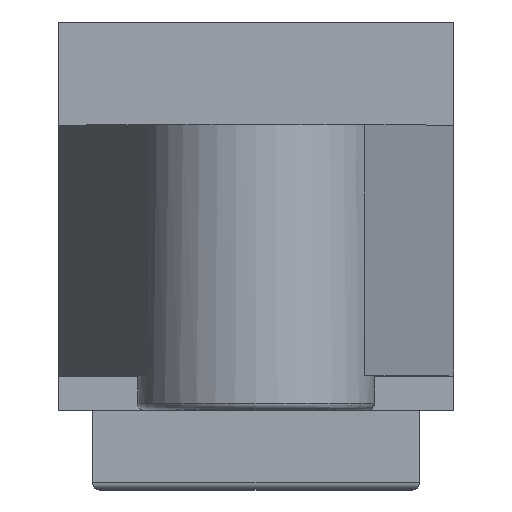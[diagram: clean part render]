
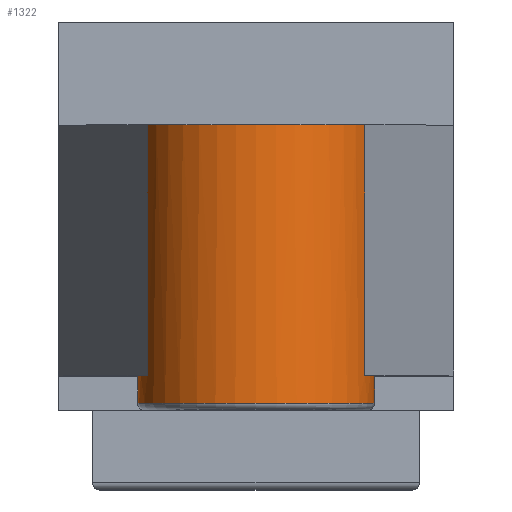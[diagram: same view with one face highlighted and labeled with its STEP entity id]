
A CAD part, top view. The second image highlights one B-rep face of the part: STEP entity #1322.
In plain terms, the highlighted cylindrical face has radius 3.45 mm (diameter 6.9 mm), a full revolution.
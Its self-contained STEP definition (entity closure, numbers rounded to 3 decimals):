
#960 = VERTEX_POINT('',#961);
#961 = CARTESIAN_POINT('',(-3.166,-0.35,17.37));
#967 = EDGE_CURVE('',#968,#960,#970,.T.);
#968 = VERTEX_POINT('',#969);
#969 = CARTESIAN_POINT('',(-3.166,-7.65,17.37));
#970 = LINE('',#971,#972);
#971 = CARTESIAN_POINT('',(-3.166,-7.65,17.37));
#972 = VECTOR('',#973,1.);
#973 = DIRECTION('',(0.,1.,0.));
#1202 = VERTEX_POINT('',#1203);
#1203 = CARTESIAN_POINT('',(3.166,-0.35,17.37));
#1209 = EDGE_CURVE('',#1210,#1202,#1212,.T.);
#1210 = VERTEX_POINT('',#1211);
#1211 = CARTESIAN_POINT('',(3.166,-7.65,17.37));
#1212 = LINE('',#1213,#1214);
#1213 = CARTESIAN_POINT('',(3.166,-7.65,17.37));
#1214 = VECTOR('',#1215,1.);
#1215 = DIRECTION('',(0.,1.,0.));
#1299 = EDGE_CURVE('',#1202,#960,#1300,.T.);
#1300 = CIRCLE('',#1301,3.45);
#1301 = AXIS2_PLACEMENT_3D('',#1302,#1303,#1304);
#1302 = CARTESIAN_POINT('',(0.,-0.35,16.));
#1303 = DIRECTION('',(0.,-1.,0.));
#1304 = DIRECTION('',(1.,0.,0.));
#1322 = ADVANCED_FACE('',(#1323),#1359,.T.);
#1323 = FACE_BOUND('',#1324,.T.);
#1324 = EDGE_LOOP('',(#1325,#1334,#1341,#1342,#1349,#1350,#1351,#1352));
#1325 = ORIENTED_EDGE('',*,*,#1326,.T.);
#1326 = EDGE_CURVE('',#1327,#1329,#1331,.T.);
#1327 = VERTEX_POINT('',#1328);
#1328 = CARTESIAN_POINT('',(3.45,-7.65,16.));
#1329 = VERTEX_POINT('',#1330);
#1330 = CARTESIAN_POINT('',(3.45,-8.45,16.));
#1331 = B_SPLINE_CURVE_WITH_KNOTS('',1,(#1332,#1333),.UNSPECIFIED.,.F.,
  .F.,(2,2),(0.,1.),.PIECEWISE_BEZIER_KNOTS.);
#1332 = CARTESIAN_POINT('',(3.45,-7.65,16.));
#1333 = CARTESIAN_POINT('',(3.45,-8.65,16.));
#1334 = ORIENTED_EDGE('',*,*,#1335,.F.);
#1335 = EDGE_CURVE('',#1329,#1329,#1336,.T.);
#1336 = CIRCLE('',#1337,3.45);
#1337 = AXIS2_PLACEMENT_3D('',#1338,#1339,#1340);
#1338 = CARTESIAN_POINT('',(0.,-8.45,16.));
#1339 = DIRECTION('',(0.,-1.,0.));
#1340 = DIRECTION('',(1.,0.,0.));
#1341 = ORIENTED_EDGE('',*,*,#1326,.F.);
#1342 = ORIENTED_EDGE('',*,*,#1343,.T.);
#1343 = EDGE_CURVE('',#1327,#1210,#1344,.T.);
#1344 = CIRCLE('',#1345,3.45);
#1345 = AXIS2_PLACEMENT_3D('',#1346,#1347,#1348);
#1346 = CARTESIAN_POINT('',(0.,-7.65,16.));
#1347 = DIRECTION('',(0.,-1.,0.));
#1348 = DIRECTION('',(1.,0.,0.));
#1349 = ORIENTED_EDGE('',*,*,#1209,.T.);
#1350 = ORIENTED_EDGE('',*,*,#1299,.T.);
#1351 = ORIENTED_EDGE('',*,*,#967,.F.);
#1352 = ORIENTED_EDGE('',*,*,#1353,.T.);
#1353 = EDGE_CURVE('',#968,#1327,#1354,.T.);
#1354 = CIRCLE('',#1355,3.45);
#1355 = AXIS2_PLACEMENT_3D('',#1356,#1357,#1358);
#1356 = CARTESIAN_POINT('',(0.,-7.65,16.));
#1357 = DIRECTION('',(0.,-1.,0.));
#1358 = DIRECTION('',(1.,0.,0.));
#1359 = CYLINDRICAL_SURFACE('',#1360,3.45);
#1360 = AXIS2_PLACEMENT_3D('',#1361,#1362,#1363);
#1361 = CARTESIAN_POINT('',(0.,-7.65,16.));
#1362 = DIRECTION('',(0.,-1.,0.));
#1363 = DIRECTION('',(1.,0.,0.));
